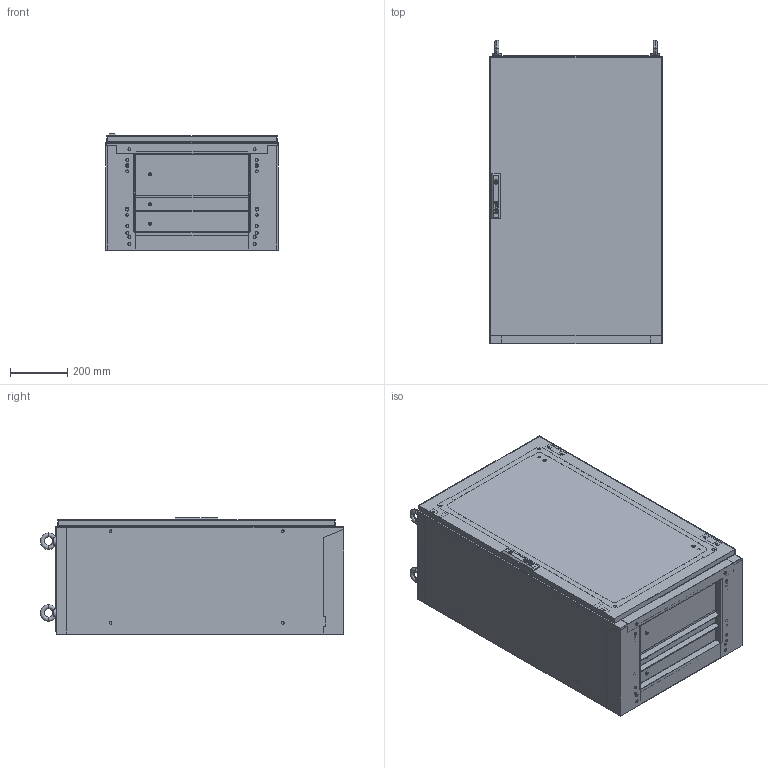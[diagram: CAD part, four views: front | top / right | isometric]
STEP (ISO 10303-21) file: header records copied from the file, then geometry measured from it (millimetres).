
FILE_DESCRIPTION (( 'STEP AP214' ), '1' );
FILE_NAME ('0390-6010-40-07.step', '2022-07-28T11:14:16', ( '' ), ( '' ), 'SwSTEP 2.0', 'SolidWorks 2019', '' );
FILE_SCHEMA (( 'AUTOMOTIVE_DESIGN' ));
Length unit declared in the file: millimetre
Products named in the file (5): TuerR_s_0395-6010-00-97; Dachplatte_ss_0390-6000-40-07; Korpus_ss_6010-40; Bodenplattensatz_s_0396-6000-40-03; 0390-6010-40-07
Assembly tree (4 placements, depth 2):
  0390-6010-40-07
    Korpus_ss_6010-40
    TuerR_s_0395-6010-00-97
    Dachplatte_ss_0390-6000-40-07
    Bodenplattensatz_s_0396-6000-40-03
Bounding box: 600 x 1057.99 x 407.5 mm (x, y, z)
Volume: 6127202.5 mm3; surface area: 6374285.2 mm2
Topology: 35 solids, 35 shells, 3293 faces, 8675 edges, 5734 vertices
Faces by surface type: plane 1799, cylinder 1306, cone 152, torus 24, bspline 12
Entity records: 124542 total; most frequent: CARTESIAN_POINT 19563, DIRECTION 17837, ORIENTED_EDGE 17350, EDGE_CURVE 8675, AXIS2_PLACEMENT_3D 6128, VERTEX_POINT 5734, LINE 5581, VECTOR 5581
